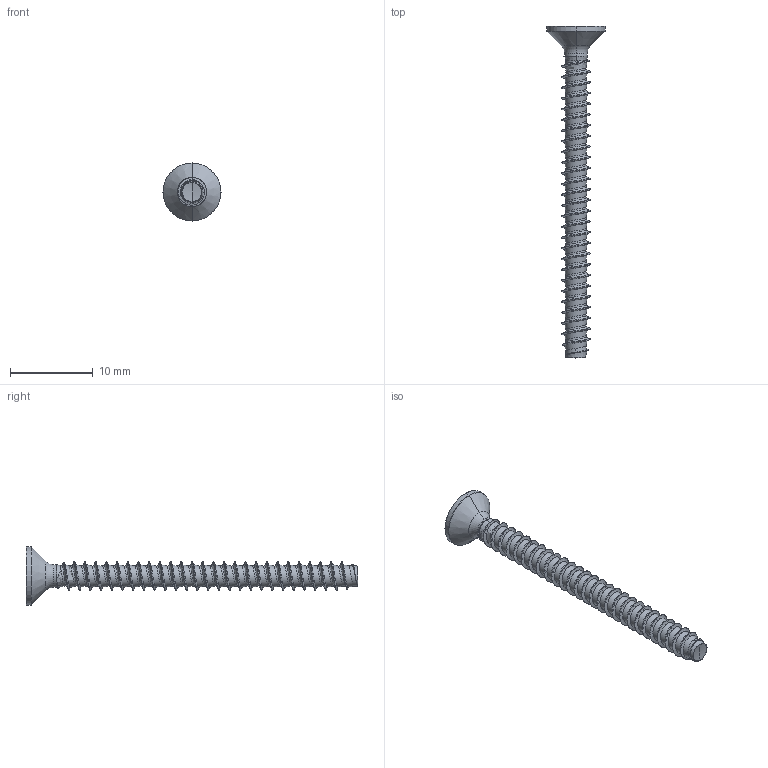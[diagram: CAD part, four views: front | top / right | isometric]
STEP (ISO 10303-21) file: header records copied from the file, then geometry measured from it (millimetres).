
FILE_DESCRIPTION (( 'STEP AP203' ), '1' );
FILE_NAME ('STP330350400.STEP', '2017-08-15T15:34:04', ( '' ), ( '' ), 'SwSTEP 2.0', 'SolidWorks 2015', '' );
FILE_SCHEMA (( 'CONFIG_CONTROL_DESIGN' ));
Length unit declared in the file: millimetre
Products named in the file (1): STP330350400
Bounding box: 7 x 40 x 7 mm (x, y, z)
Volume: 269.5 mm3; surface area: 600.9 mm2
Topology: 1 solids, 1 shells, 218 faces, 523 edges, 307 vertices
Faces by surface type: cylinder 102, bspline 51, sphere 26, plane 22, cone 11, torus 6
Entity records: 37135 total; most frequent: CARTESIAN_POINT 32662, ORIENTED_EDGE 1042, DIRECTION 773, EDGE_CURVE 521, AXIS2_PLACEMENT_3D 308, VERTEX_POINT 307, EDGE_LOOP 220, ADVANCED_FACE 218
